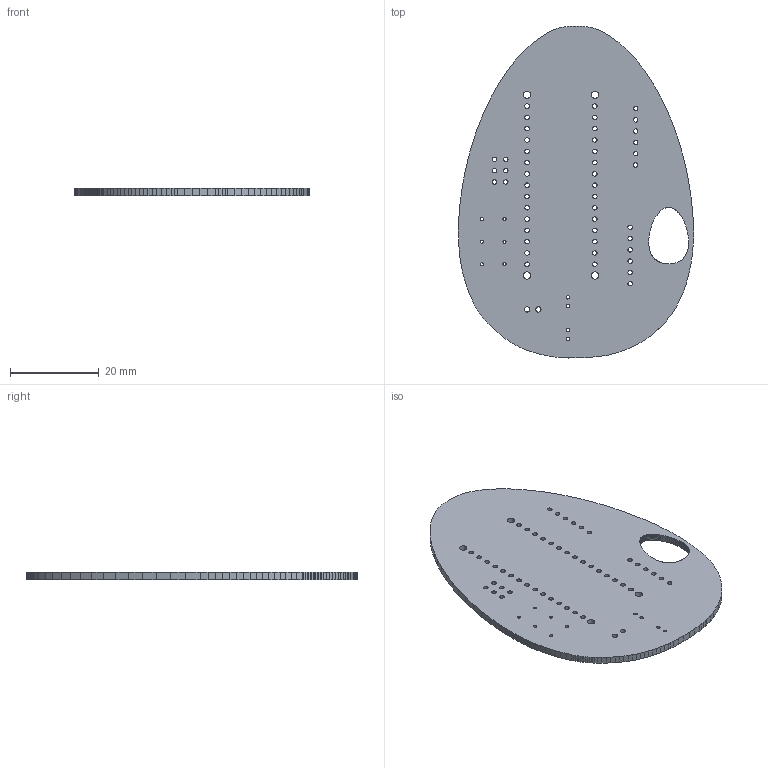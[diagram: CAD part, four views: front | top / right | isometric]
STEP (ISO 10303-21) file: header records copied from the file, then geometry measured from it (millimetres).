
FILE_DESCRIPTION(('KiCad electronic assembly'),'2;1');
FILE_NAME('ElectronicEggDrop.step','2022-07-15T09:17:21',('Pcbnew'),( 'Kicad'),'Open CASCADE STEP processor 7.5','KiCad to STEP converter' ,'Unknown');
FILE_SCHEMA(('AUTOMOTIVE_DESIGN { 1 0 10303 214 1 1 1 1 }'));
Length unit declared in the file: millimetre
Products named in the file (2): ElectronicEggDrop 1; ElectronicEggDrop PCB
Assembly tree (1 placements, depth 2):
  ElectronicEggDrop 1
    ElectronicEggDrop PCB
Bounding box: 52.87 x 74.65 x 1.6 mm (x, y, z)
Volume: 4732.3 mm3; surface area: 6620.9 mm2
Topology: 1 solids, 1 shells, 354 faces, 1056 edges, 704 vertices
Faces by surface type: plane 290, cylinder 64
Full cylindrical faces by diameter (mm): 0.7 x6, 0.75 x4, 1 x18, 1.016 x30, 1.19 x2, 1.65 x4
Entity records: 26187 total; most frequent: CARTESIAN_POINT 4996, DIRECTION 3880, LINE 2912, VECTOR 2912, ORIENTED_EDGE 2112, PCURVE 2112, DEFINITIONAL_REPRESENTATION 2112, EDGE_CURVE 1056
